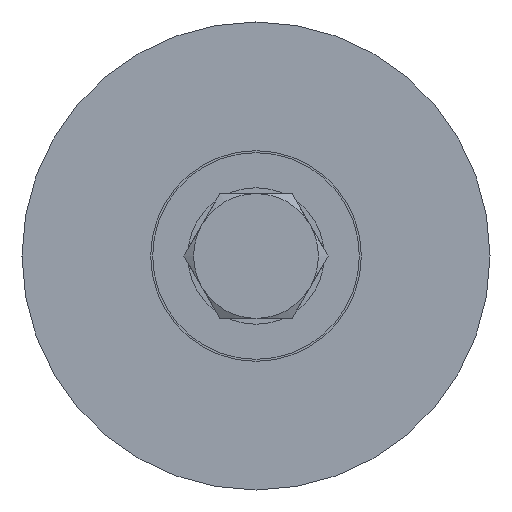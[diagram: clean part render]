
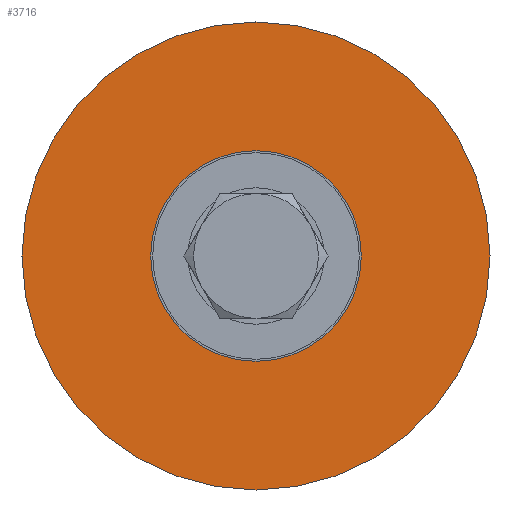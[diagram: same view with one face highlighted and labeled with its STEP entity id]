
A CAD part, left-side view. The second image highlights one B-rep face of the part: STEP entity #3716.
In plain terms, the highlighted planar face has unit normal (-1, 0, 0).
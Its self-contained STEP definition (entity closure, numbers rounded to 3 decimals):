
#111 = DIRECTION ( 'NONE',  ( 1., 0., 0. ) ) ;
#119 = VERTEX_POINT ( 'NONE', #2235 ) ;
#169 = CIRCLE ( 'NONE', #3061, 30. ) ;
#294 = AXIS2_PLACEMENT_3D ( 'NONE', #2770, #1429, #3784 ) ;
#490 = CARTESIAN_POINT ( 'NONE',  ( -16.074, 0., 30. ) ) ;
#525 = AXIS2_PLACEMENT_3D ( 'NONE', #1964, #3344, #2080 ) ;
#619 = FACE_BOUND ( 'NONE', #2158, .T. ) ;
#739 = DIRECTION ( 'NONE',  ( 0., 0., 1. ) ) ;
#869 = CIRCLE ( 'NONE', #1110, 30. ) ;
#875 = DIRECTION ( 'NONE',  ( 1., 0., 0. ) ) ;
#884 = EDGE_CURVE ( 'NONE', #3132, #3775, #3549, .T. ) ;
#1067 = CARTESIAN_POINT ( 'NONE',  ( -16.074, 0., 13.5 ) ) ;
#1110 = AXIS2_PLACEMENT_3D ( 'NONE', #1549, #875, #2537 ) ;
#1129 = ORIENTED_EDGE ( 'NONE', *, *, #884, .T. ) ;
#1429 = DIRECTION ( 'NONE',  ( 1., 0., 0. ) ) ;
#1445 = CARTESIAN_POINT ( 'NONE',  ( -16.074, 30., 0. ) ) ;
#1446 = CARTESIAN_POINT ( 'NONE',  ( -16.074, 0., -13.5 ) ) ;
#1549 = CARTESIAN_POINT ( 'NONE',  ( -16.074, 0., 0. ) ) ;
#1553 = AXIS2_PLACEMENT_3D ( 'NONE', #1445, #3808, #739 ) ;
#1700 = EDGE_CURVE ( 'NONE', #119, #2306, #869, .T. ) ;
#1856 = FACE_OUTER_BOUND ( 'NONE', #1862, .T. ) ;
#1862 = EDGE_LOOP ( 'NONE', ( #3399, #2829 ) ) ;
#1962 = CIRCLE ( 'NONE', #525, 13.5 ) ;
#1964 = CARTESIAN_POINT ( 'NONE',  ( -16.074, 0., 0. ) ) ;
#2080 = DIRECTION ( 'NONE',  ( 0., 0., -1. ) ) ;
#2127 = PLANE ( 'NONE',  #1553 ) ;
#2158 = EDGE_LOOP ( 'NONE', ( #1129, #4090 ) ) ;
#2235 = CARTESIAN_POINT ( 'NONE',  ( -16.074, 0., -30. ) ) ;
#2306 = VERTEX_POINT ( 'NONE', #490 ) ;
#2488 = DIRECTION ( 'NONE',  ( 0., 0., -1. ) ) ;
#2537 = DIRECTION ( 'NONE',  ( 0., 0., -1. ) ) ;
#2770 = CARTESIAN_POINT ( 'NONE',  ( -16.074, 0., 0. ) ) ;
#2829 = ORIENTED_EDGE ( 'NONE', *, *, #2992, .F. ) ;
#2992 = EDGE_CURVE ( 'NONE', #2306, #119, #169, .T. ) ;
#3061 = AXIS2_PLACEMENT_3D ( 'NONE', #4197, #111, #2488 ) ;
#3132 = VERTEX_POINT ( 'NONE', #1446 ) ;
#3344 = DIRECTION ( 'NONE',  ( 1., 0., 0. ) ) ;
#3399 = ORIENTED_EDGE ( 'NONE', *, *, #1700, .F. ) ;
#3545 = EDGE_CURVE ( 'NONE', #3775, #3132, #1962, .T. ) ;
#3549 = CIRCLE ( 'NONE', #294, 13.5 ) ;
#3716 = ADVANCED_FACE ( 'NONE', ( #619, #1856 ), #2127, .T. ) ;
#3775 = VERTEX_POINT ( 'NONE', #1067 ) ;
#3784 = DIRECTION ( 'NONE',  ( 0., 0., -1. ) ) ;
#3808 = DIRECTION ( 'NONE',  ( -1., 0., 0. ) ) ;
#4090 = ORIENTED_EDGE ( 'NONE', *, *, #3545, .T. ) ;
#4197 = CARTESIAN_POINT ( 'NONE',  ( -16.074, 0., 0. ) ) ;
